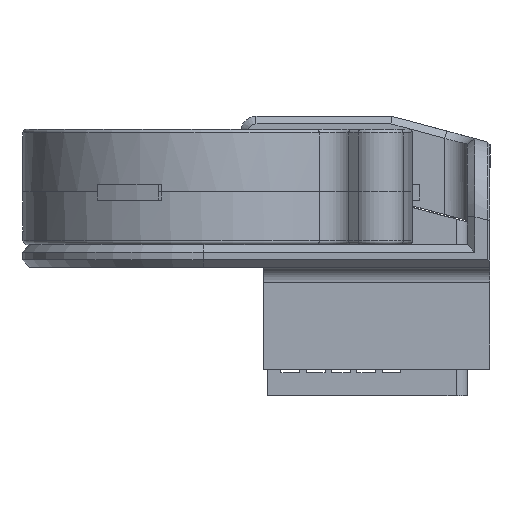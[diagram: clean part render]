
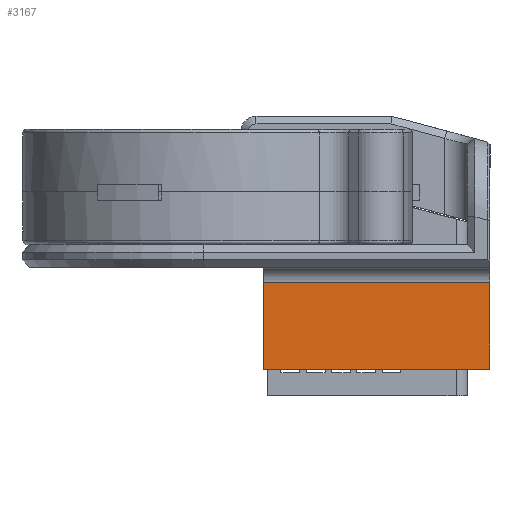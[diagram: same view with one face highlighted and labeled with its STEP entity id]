
A CAD part, left-side view. The second image highlights one B-rep face of the part: STEP entity #3167.
In plain terms, the highlighted planar face has unit normal (-1, 0, 0).
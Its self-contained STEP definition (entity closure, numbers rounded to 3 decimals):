
#1156 = VERTEX_POINT('',#1157);
#1157 = CARTESIAN_POINT('',(-3.,0.,-2.));
#1164 = EDGE_CURVE('',#1156,#1165,#1167,.T.);
#1165 = VERTEX_POINT('',#1166);
#1166 = CARTESIAN_POINT('',(-3.,0.,-13.5));
#1167 = LINE('',#1168,#1169);
#1168 = CARTESIAN_POINT('',(-3.,0.,0.));
#1169 = VECTOR('',#1170,1.);
#1170 = DIRECTION('',(0.,0.,-1.));
#2191 = EDGE_CURVE('',#1165,#2192,#2194,.T.);
#2192 = VERTEX_POINT('',#2193);
#2193 = CARTESIAN_POINT('',(-3.,30.,-13.5));
#2194 = LINE('',#2195,#2196);
#2195 = CARTESIAN_POINT('',(-3.,0.,-13.5));
#2196 = VECTOR('',#2197,1.);
#2197 = DIRECTION('',(0.,1.,0.));
#2233 = VERTEX_POINT('',#2234);
#2234 = CARTESIAN_POINT('',(-3.,30.,-2.));
#2241 = EDGE_CURVE('',#2233,#2192,#2242,.T.);
#2242 = LINE('',#2243,#2244);
#2243 = CARTESIAN_POINT('',(-3.,30.,0.));
#2244 = VECTOR('',#2245,1.);
#2245 = DIRECTION('',(0.,0.,-1.));
#3130 = EDGE_CURVE('',#1156,#2233,#3131,.T.);
#3131 = LINE('',#3132,#3133);
#3132 = CARTESIAN_POINT('',(-3.,0.,-2.));
#3133 = VECTOR('',#3134,1.);
#3134 = DIRECTION('',(0.,1.,0.));
#3167 = ADVANCED_FACE('',(#3168),#3174,.F.);
#3168 = FACE_BOUND('',#3169,.F.);
#3169 = EDGE_LOOP('',(#3170,#3171,#3172,#3173));
#3170 = ORIENTED_EDGE('',*,*,#1164,.T.);
#3171 = ORIENTED_EDGE('',*,*,#2191,.T.);
#3172 = ORIENTED_EDGE('',*,*,#2241,.F.);
#3173 = ORIENTED_EDGE('',*,*,#3130,.F.);
#3174 = PLANE('',#3175);
#3175 = AXIS2_PLACEMENT_3D('',#3176,#3177,#3178);
#3176 = CARTESIAN_POINT('',(-3.,0.,0.));
#3177 = DIRECTION('',(1.,0.,0.));
#3178 = DIRECTION('',(0.,1.,0.));
